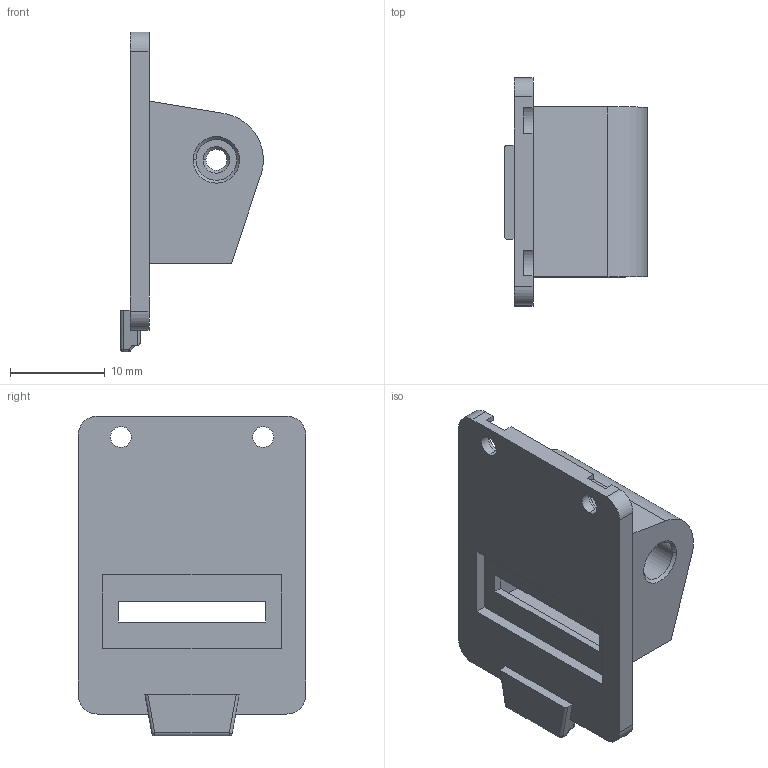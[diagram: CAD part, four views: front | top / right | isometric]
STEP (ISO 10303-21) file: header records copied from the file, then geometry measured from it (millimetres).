
FILE_DESCRIPTION((''),'2;1');
FILE_NAME('ZHUANZHOUZUO_A','2025-05-28T11:16:09',('lishuaijun5'),(''),'CREO PARAMETRIC BY PTC INC, 2020044','CREO PARAMETRIC BY PTC INC, 2020044','');
FILE_SCHEMA(('AUTOMOTIVE_DESIGN { 1 0 10303 214 1 1 1 1 }'));
Length unit declared in the file: millimetre
Products named in the file (1): ZHUANZHOUZUO_A
Bounding box: 15.06 x 24 x 33.7 mm (x, y, z)
Volume: 3269.8 mm3; surface area: 3142.3 mm2
Topology: 1 solids, 1 shells, 115 faces, 305 edges, 196 vertices
Faces by surface type: plane 75, cylinder 32, cone 4, sphere 4
Entity records: 3638 total; most frequent: CARTESIAN_POINT 665, ORIENTED_EDGE 610, DIRECTION 587, EDGE_CURVE 305, VECTOR 233, LINE 233, VERTEX_POINT 196, AXIS2_PLACEMENT_3D 177
